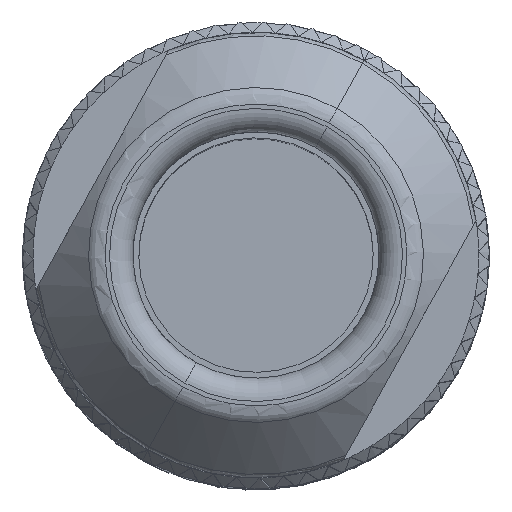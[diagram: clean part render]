
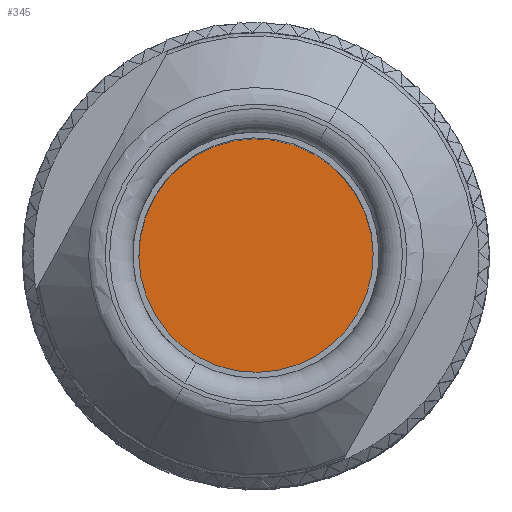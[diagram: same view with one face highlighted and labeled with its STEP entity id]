
A CAD part, top view. The second image highlights one B-rep face of the part: STEP entity #345.
In plain terms, the highlighted planar face has unit normal (0, 0, 1).
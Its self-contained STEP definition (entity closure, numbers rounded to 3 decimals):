
#248=AXIS2_PLACEMENT_3D('Circle Axis2P3D',#246,#247,$) ;
#276=AXIS2_PLACEMENT_3D('Circle Axis2P3D',#274,#275,$) ;
#339=AXIS2_PLACEMENT_3D('Plane Axis2P3D',#336,#337,#338) ;
#243=CARTESIAN_POINT('Vertex',(14.323,7.526,34.08)) ;
#246=CARTESIAN_POINT('Axis2P3D Location',(9.95,9.95,34.08)) ;
#250=CARTESIAN_POINT('Vertex',(5.577,12.374,34.08)) ;
#274=CARTESIAN_POINT('Axis2P3D Location',(9.95,9.95,34.08)) ;
#336=CARTESIAN_POINT('Axis2P3D Location',(0.,0.,34.08)) ;
#247=DIRECTION('Axis2P3D Direction',(0.,-0.,1.)) ;
#275=DIRECTION('Axis2P3D Direction',(0.,-0.,1.)) ;
#337=DIRECTION('Axis2P3D Direction',(0.,-0.,1.)) ;
#338=DIRECTION('Axis2P3D XDirection',(1.,0.,0.)) ;
#342=ORIENTED_EDGE('',*,*,#252,.T.) ;
#343=ORIENTED_EDGE('',*,*,#278,.T.) ;
#345=ADVANCED_FACE('Schnitt-Linear austragen1',(#344),#340,.T.) ;
#249=CIRCLE('generated circle',#248,5.) ;
#277=CIRCLE('generated circle',#276,5.) ;
#252=EDGE_CURVE('',#251,#244,#249,.T.) ;
#278=EDGE_CURVE('',#244,#251,#277,.T.) ;
#341=EDGE_LOOP('',(#342,#343)) ;
#344=FACE_OUTER_BOUND('',#341,.T.) ;
#340=PLANE('',#339) ;
#244=VERTEX_POINT('',#243) ;
#251=VERTEX_POINT('',#250) ;
